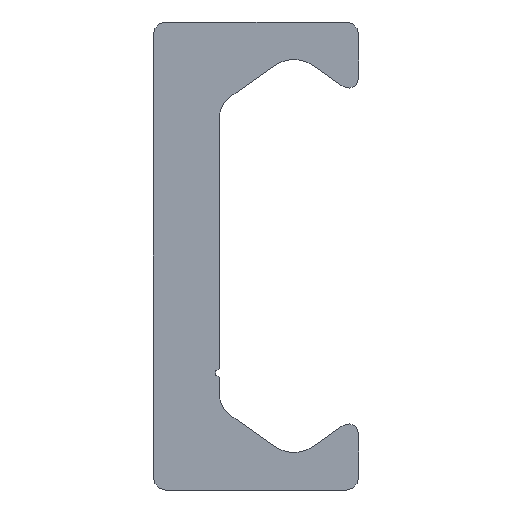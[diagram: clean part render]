
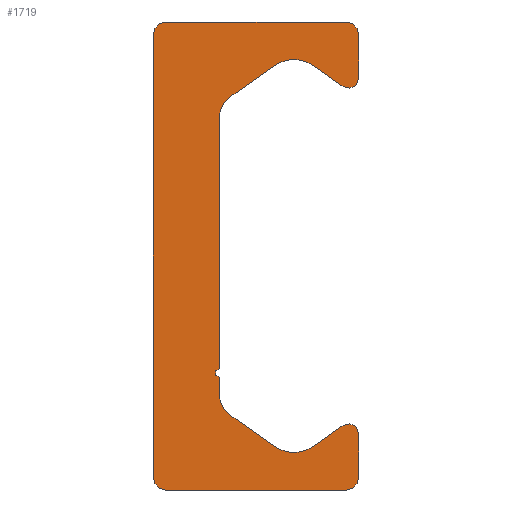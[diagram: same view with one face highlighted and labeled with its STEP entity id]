
A CAD part, left-side view. The second image highlights one B-rep face of the part: STEP entity #1719.
In plain terms, the highlighted planar face has unit normal (-1, 0, 0).
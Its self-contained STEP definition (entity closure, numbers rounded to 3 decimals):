
#900=CARTESIAN_POINT('',(0.0,5.4,-14.));
#901=VERTEX_POINT('',#900);
#908=CARTESIAN_POINT('',(0.0,6.15,-13.25));
#909=VERTEX_POINT('',#908);
#910=CARTESIAN_POINT('',(0.0,5.4,-13.25));
#911=DIRECTION('',(1.0,0.0,0.0));
#912=DIRECTION('',(0.0,0.0,-1.0));
#913=AXIS2_PLACEMENT_3D('',#910,#911,#912);
#914=CIRCLE('',#913,0.75);
#915=EDGE_CURVE('',#901,#909,#914,.T.);
#939=CARTESIAN_POINT('',(0.0,-5.4,-14.));
#940=VERTEX_POINT('',#939);
#947=CARTESIAN_POINT('',(0.0,-5.4,-14.));
#948=DIRECTION('',(0.0,1.0,0.0));
#949=VECTOR('',#948,10.8);
#950=LINE('',#947,#949);
#951=EDGE_CURVE('',#940,#901,#950,.T.);
#971=CARTESIAN_POINT('',(0.0,-6.15,-13.25));
#972=VERTEX_POINT('',#971);
#979=CARTESIAN_POINT('',(0.0,-5.4,-13.25));
#980=DIRECTION('',(1.0,0.0,0.0));
#981=DIRECTION('',(0.0,-1.0,0.0));
#982=AXIS2_PLACEMENT_3D('',#979,#980,#981);
#983=CIRCLE('',#982,0.75);
#984=EDGE_CURVE('',#972,#940,#983,.T.);
#1003=CARTESIAN_POINT('',(0.0,-6.15,-10.63));
#1004=VERTEX_POINT('',#1003);
#1011=CARTESIAN_POINT('',(0.0,-6.15,-10.63));
#1012=DIRECTION('',(0.0,0.0,-1.0));
#1013=VECTOR('',#1012,2.62);
#1014=LINE('',#1011,#1013);
#1015=EDGE_CURVE('',#1004,#972,#1014,.T.);
#1035=CARTESIAN_POINT('',(0.0,-5.206,-10.139));
#1036=VERTEX_POINT('',#1035);
#1043=CARTESIAN_POINT('',(0.0,-5.55,-10.63));
#1044=DIRECTION('',(1.0,0.0,0.0));
#1045=DIRECTION('',(0.0,0.574,0.819));
#1046=AXIS2_PLACEMENT_3D('',#1043,#1044,#1045);
#1047=CIRCLE('',#1046,0.6);
#1048=EDGE_CURVE('',#1036,#1004,#1047,.T.);
#1067=CARTESIAN_POINT('',(0.0,-3.417,-11.391));
#1068=VERTEX_POINT('',#1067);
#1075=CARTESIAN_POINT('',(0.0,-3.417,-11.391));
#1076=DIRECTION('',(0.0,-0.819,0.574));
#1077=VECTOR('',#1076,2.184);
#1078=LINE('',#1075,#1077);
#1079=EDGE_CURVE('',#1068,#1036,#1078,.T.);
#1099=CARTESIAN_POINT('',(0.0,-1.123,-11.391));
#1100=VERTEX_POINT('',#1099);
#1107=CARTESIAN_POINT('',(0.0,-2.27,-9.753));
#1108=DIRECTION('',(-1.0,0.0,0.0));
#1109=DIRECTION('',(0.0,0.574,0.819));
#1110=AXIS2_PLACEMENT_3D('',#1107,#1108,#1109);
#1111=CIRCLE('',#1110,2.0);
#1112=EDGE_CURVE('',#1100,#1068,#1111,.T.);
#1131=CARTESIAN_POINT('',(0.0,1.56,-9.512));
#1132=VERTEX_POINT('',#1131);
#1139=CARTESIAN_POINT('',(0.0,1.56,-9.512));
#1140=DIRECTION('',(0.0,-0.819,-0.574));
#1141=VECTOR('',#1140,3.276);
#1142=LINE('',#1139,#1141);
#1143=EDGE_CURVE('',#1132,#1100,#1142,.T.);
#1163=CARTESIAN_POINT('',(0.0,2.2,-8.283));
#1164=VERTEX_POINT('',#1163);
#1171=CARTESIAN_POINT('',(0.0,0.7,-8.283));
#1172=DIRECTION('',(-1.0,0.0,0.0));
#1173=DIRECTION('',(0.0,-0.574,0.819));
#1174=AXIS2_PLACEMENT_3D('',#1171,#1172,#1173);
#1175=CIRCLE('',#1174,1.5);
#1176=EDGE_CURVE('',#1164,#1132,#1175,.T.);
#1195=CARTESIAN_POINT('',(0.0,2.2,-7.25));
#1196=VERTEX_POINT('',#1195);
#1203=CARTESIAN_POINT('',(0.0,2.2,-7.25));
#1204=DIRECTION('',(0.0,0.0,-1.0));
#1205=VECTOR('',#1204,1.033);
#1206=LINE('',#1203,#1205);
#1207=EDGE_CURVE('',#1196,#1164,#1206,.T.);
#1227=CARTESIAN_POINT('',(0.0,2.2,-6.75));
#1228=VERTEX_POINT('',#1227);
#1235=CARTESIAN_POINT('',(0.0,2.2,-7.));
#1236=DIRECTION('',(-1.0,0.0,0.0));
#1237=DIRECTION('',(0.0,0.0,1.0));
#1238=AXIS2_PLACEMENT_3D('',#1235,#1236,#1237);
#1239=CIRCLE('',#1238,0.25);
#1240=EDGE_CURVE('',#1228,#1196,#1239,.T.);
#1259=CARTESIAN_POINT('',(0.0,2.2,8.283));
#1260=VERTEX_POINT('',#1259);
#1267=CARTESIAN_POINT('',(0.0,2.2,8.283));
#1268=DIRECTION('',(0.0,0.0,-1.0));
#1269=VECTOR('',#1268,15.033);
#1270=LINE('',#1267,#1269);
#1271=EDGE_CURVE('',#1260,#1228,#1270,.T.);
#1342=CARTESIAN_POINT('',(0.0,1.56,9.512));
#1343=VERTEX_POINT('',#1342);
#1350=CARTESIAN_POINT('',(0.0,0.7,8.283));
#1351=DIRECTION('',(-1.0,0.0,0.0));
#1352=DIRECTION('',(0.0,-1.0,0.0));
#1353=AXIS2_PLACEMENT_3D('',#1350,#1351,#1352);
#1354=CIRCLE('',#1353,1.5);
#1355=EDGE_CURVE('',#1343,#1260,#1354,.T.);
#1374=CARTESIAN_POINT('',(0.0,-1.123,11.391));
#1375=VERTEX_POINT('',#1374);
#1382=CARTESIAN_POINT('',(0.0,-1.123,11.391));
#1383=DIRECTION('',(0.0,0.819,-0.574));
#1384=VECTOR('',#1383,3.276);
#1385=LINE('',#1382,#1384);
#1386=EDGE_CURVE('',#1375,#1343,#1385,.T.);
#1406=CARTESIAN_POINT('',(0.0,-3.417,11.391));
#1407=VERTEX_POINT('',#1406);
#1414=CARTESIAN_POINT('',(0.0,-2.27,9.753));
#1415=DIRECTION('',(-1.0,0.0,0.0));
#1416=DIRECTION('',(0.0,-0.574,-0.819));
#1417=AXIS2_PLACEMENT_3D('',#1414,#1415,#1416);
#1418=CIRCLE('',#1417,2.0);
#1419=EDGE_CURVE('',#1407,#1375,#1418,.T.);
#1438=CARTESIAN_POINT('',(0.0,-5.206,10.139));
#1439=VERTEX_POINT('',#1438);
#1446=CARTESIAN_POINT('',(0.0,-5.206,10.139));
#1447=DIRECTION('',(0.0,0.819,0.574));
#1448=VECTOR('',#1447,2.184);
#1449=LINE('',#1446,#1448);
#1450=EDGE_CURVE('',#1439,#1407,#1449,.T.);
#1470=CARTESIAN_POINT('',(0.0,-6.15,10.63));
#1471=VERTEX_POINT('',#1470);
#1478=CARTESIAN_POINT('',(0.0,-5.55,10.63));
#1479=DIRECTION('',(1.0,0.0,0.0));
#1480=DIRECTION('',(0.0,-1.0,0.0));
#1481=AXIS2_PLACEMENT_3D('',#1478,#1479,#1480);
#1482=CIRCLE('',#1481,0.6);
#1483=EDGE_CURVE('',#1471,#1439,#1482,.T.);
#1502=CARTESIAN_POINT('',(0.0,-6.15,13.25));
#1503=VERTEX_POINT('',#1502);
#1510=CARTESIAN_POINT('',(0.0,-6.15,13.25));
#1511=DIRECTION('',(0.0,0.0,-1.0));
#1512=VECTOR('',#1511,2.62);
#1513=LINE('',#1510,#1512);
#1514=EDGE_CURVE('',#1503,#1471,#1513,.T.);
#1534=CARTESIAN_POINT('',(0.0,-5.4,14.));
#1535=VERTEX_POINT('',#1534);
#1542=CARTESIAN_POINT('',(0.0,-5.4,13.25));
#1543=DIRECTION('',(1.0,0.0,0.0));
#1544=DIRECTION('',(0.0,0.0,1.0));
#1545=AXIS2_PLACEMENT_3D('',#1542,#1543,#1544);
#1546=CIRCLE('',#1545,0.75);
#1547=EDGE_CURVE('',#1535,#1503,#1546,.T.);
#1566=CARTESIAN_POINT('',(0.0,5.4,14.));
#1567=VERTEX_POINT('',#1566);
#1574=CARTESIAN_POINT('',(0.0,5.4,14.));
#1575=DIRECTION('',(0.0,-1.0,0.0));
#1576=VECTOR('',#1575,10.8);
#1577=LINE('',#1574,#1576);
#1578=EDGE_CURVE('',#1567,#1535,#1577,.T.);
#1598=CARTESIAN_POINT('',(0.0,6.15,13.25));
#1599=VERTEX_POINT('',#1598);
#1606=CARTESIAN_POINT('',(0.0,5.4,13.25));
#1607=DIRECTION('',(1.0,0.0,0.0));
#1608=DIRECTION('',(0.0,1.0,0.0));
#1609=AXIS2_PLACEMENT_3D('',#1606,#1607,#1608);
#1610=CIRCLE('',#1609,0.75);
#1611=EDGE_CURVE('',#1599,#1567,#1610,.T.);
#1629=CARTESIAN_POINT('',(0.0,6.15,-13.25));
#1630=DIRECTION('',(0.0,0.0,1.0));
#1631=VECTOR('',#1630,26.5);
#1632=LINE('',#1629,#1631);
#1633=EDGE_CURVE('',#909,#1599,#1632,.T.);
#1690=CARTESIAN_POINT('',(0.0,1.352,-0.021));
#1691=DIRECTION('',(1.0,0.0,0.0));
#1692=DIRECTION('',(0.0,0.0,-1.0));
#1693=AXIS2_PLACEMENT_3D('',#1690,#1691,#1692);
#1694=PLANE('',#1693);
#1695=ORIENTED_EDGE('',*,*,#1633,.F.);
#1696=ORIENTED_EDGE('',*,*,#915,.F.);
#1697=ORIENTED_EDGE('',*,*,#951,.F.);
#1698=ORIENTED_EDGE('',*,*,#984,.F.);
#1699=ORIENTED_EDGE('',*,*,#1015,.F.);
#1700=ORIENTED_EDGE('',*,*,#1048,.F.);
#1701=ORIENTED_EDGE('',*,*,#1079,.F.);
#1702=ORIENTED_EDGE('',*,*,#1112,.F.);
#1703=ORIENTED_EDGE('',*,*,#1143,.F.);
#1704=ORIENTED_EDGE('',*,*,#1176,.F.);
#1705=ORIENTED_EDGE('',*,*,#1207,.F.);
#1706=ORIENTED_EDGE('',*,*,#1240,.F.);
#1707=ORIENTED_EDGE('',*,*,#1271,.F.);
#1708=ORIENTED_EDGE('',*,*,#1355,.F.);
#1709=ORIENTED_EDGE('',*,*,#1386,.F.);
#1710=ORIENTED_EDGE('',*,*,#1419,.F.);
#1711=ORIENTED_EDGE('',*,*,#1450,.F.);
#1712=ORIENTED_EDGE('',*,*,#1483,.F.);
#1713=ORIENTED_EDGE('',*,*,#1514,.F.);
#1714=ORIENTED_EDGE('',*,*,#1547,.F.);
#1715=ORIENTED_EDGE('',*,*,#1578,.F.);
#1716=ORIENTED_EDGE('',*,*,#1611,.F.);
#1717=EDGE_LOOP('',(#1695,#1696,#1697,#1698,#1699,#1700,#1701,#1702,#1703,#1704,#1705,#1706,#1707,#1708,#1709,#1710,#1711,#1712,#1713,#1714,#1715,#1716));
#1718=FACE_OUTER_BOUND('',#1717,.T.);
#1719=ADVANCED_FACE('',(#1718),#1694,.F.);
